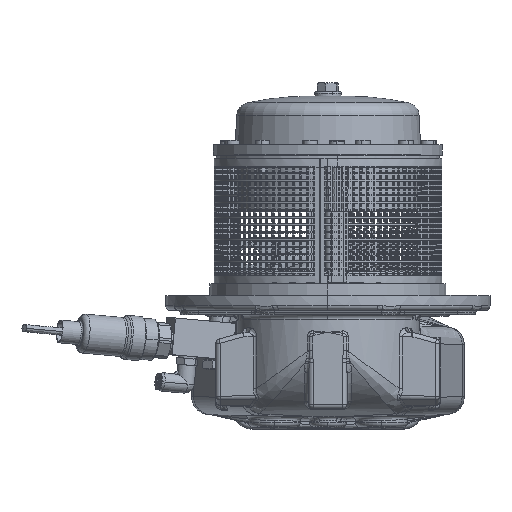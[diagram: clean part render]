
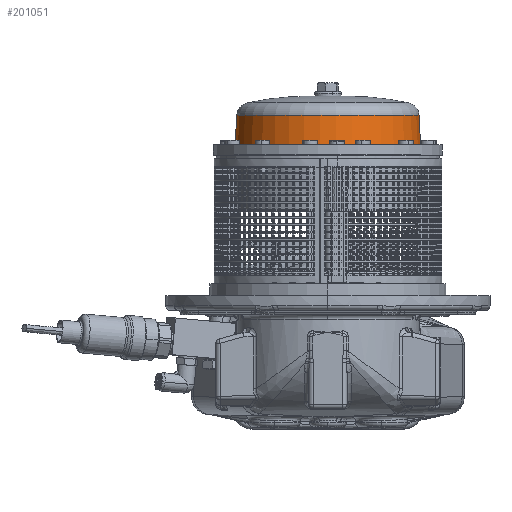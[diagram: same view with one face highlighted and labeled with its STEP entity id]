
A CAD part, top view. The second image highlights one B-rep face of the part: STEP entity #201051.
In plain terms, the highlighted conical face has half-angle 3 degrees and reference radius 63.294 mm.
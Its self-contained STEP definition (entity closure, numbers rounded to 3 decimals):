
#18099 = CIRCLE ( 'NONE', #213948, 63.195 ) ;
#18158 = LINE ( 'NONE', #21994, #18202 ) ;
#18186 = LINE ( 'NONE', #21954, #18189 ) ;
#18189 = VECTOR ( 'NONE', #21958, 1000. ) ;
#18202 = VECTOR ( 'NONE', #21998, 1000. ) ;
#18205 = CIRCLE ( 'NONE', #214008, 62.084 ) ;
#21759 = CARTESIAN_POINT ( 'NONE',  ( 0., 101.215, 0. ) ) ;
#21764 = DIRECTION ( 'NONE',  ( 0., 1., 0. ) ) ;
#21767 = DIRECTION ( 'NONE',  ( 0.996, 0., -0.087 ) ) ;
#21941 = CARTESIAN_POINT ( 'NONE',  ( 0., 122.427, 0. ) ) ;
#21954 = CARTESIAN_POINT ( 'NONE',  ( -63.054, 99.32, 5.516 ) ) ;
#21958 = DIRECTION ( 'NONE',  ( -0.052, -0.999, 0.005 ) ) ;
#21976 = DIRECTION ( 'NONE',  ( 0., 1., 0. ) ) ;
#21980 = DIRECTION ( 'NONE',  ( -0.996, 0., 0.087 ) ) ;
#21994 = CARTESIAN_POINT ( 'NONE',  ( 63.054, 99.32, -5.516 ) ) ;
#21998 = DIRECTION ( 'NONE',  ( 0.052, -0.999, -0.005 ) ) ;
#52729 = AXIS2_PLACEMENT_3D ( 'NONE', #106401, #106369, #106362 ) ;
#102841 = FACE_OUTER_BOUND ( 'NONE', #323980, .T. ) ;
#102874 = CONICAL_SURFACE ( 'NONE', #52729, 63.294, 0.052 ) ;
#106362 = DIRECTION ( 'NONE',  ( 0.996, 0., -0.087 ) ) ;
#106369 = DIRECTION ( 'NONE',  ( 0., -1., 0. ) ) ;
#106401 = CARTESIAN_POINT ( 'NONE',  ( 0., 99.32, 0. ) ) ;
#201051 = ADVANCED_FACE ( 'NONE', ( #102841 ), #102874, .T. ) ;
#210379 = VERTEX_POINT ( 'NONE', #279381 ) ;
#210381 = VERTEX_POINT ( 'NONE', #279383 ) ;
#210382 = VERTEX_POINT ( 'NONE', #279385 ) ;
#210384 = VERTEX_POINT ( 'NONE', #279387 ) ;
#213948 = AXIS2_PLACEMENT_3D ( 'NONE', #21759, #21764, #21767 ) ;
#214008 = AXIS2_PLACEMENT_3D ( 'NONE', #21941, #21976, #21980 ) ;
#279381 = CARTESIAN_POINT ( 'NONE',  ( -62.955, 101.215, 5.508 ) ) ;
#279383 = CARTESIAN_POINT ( 'NONE',  ( 62.955, 101.215, -5.508 ) ) ;
#279385 = CARTESIAN_POINT ( 'NONE',  ( -61.847, 122.427, 5.411 ) ) ;
#279387 = CARTESIAN_POINT ( 'NONE',  ( 61.847, 122.427, -5.411 ) ) ;
#304123 = EDGE_CURVE ( 'NONE', #210379, #210381, #18099, .T. ) ;
#304177 = EDGE_CURVE ( 'NONE', #210382, #210379, #18186, .T. ) ;
#304184 = EDGE_CURVE ( 'NONE', #210382, #210384, #18205, .T. ) ;
#304190 = EDGE_CURVE ( 'NONE', #210384, #210381, #18158, .T. ) ;
#311354 = ORIENTED_EDGE ( 'NONE', *, *, #304184, .F. ) ;
#311357 = ORIENTED_EDGE ( 'NONE', *, *, #304177, .T. ) ;
#311361 = ORIENTED_EDGE ( 'NONE', *, *, #304123, .T. ) ;
#311365 = ORIENTED_EDGE ( 'NONE', *, *, #304190, .F. ) ;
#323980 = EDGE_LOOP ( 'NONE', ( #311354, #311357, #311361, #311365 ) ) ;
